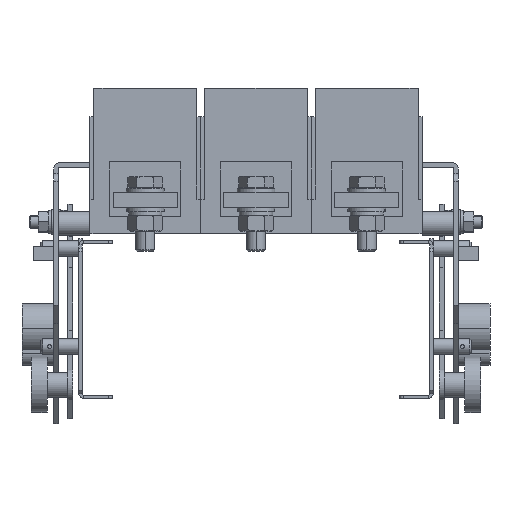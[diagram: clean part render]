
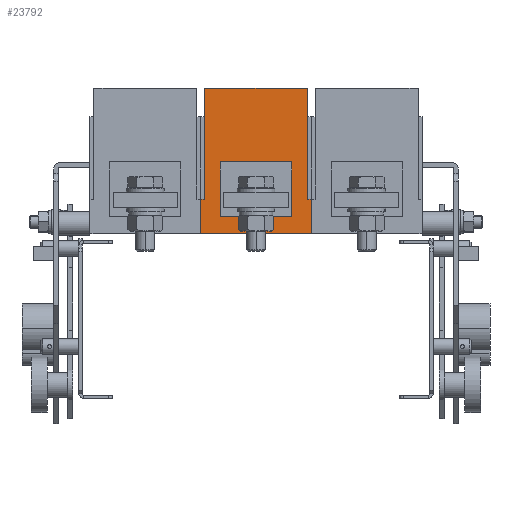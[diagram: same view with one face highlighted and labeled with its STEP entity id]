
A CAD part, front view. The second image highlights one B-rep face of the part: STEP entity #23792.
In plain terms, the highlighted planar face has unit normal (0, -1, 0).
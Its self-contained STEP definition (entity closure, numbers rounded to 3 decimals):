
#1117 = CARTESIAN_POINT ( 'NONE',  ( 22.5, -73., 3.5 ) ) ;
#2449 = LINE ( 'NONE', #35662, #87780 ) ;
#3675 = CARTESIAN_POINT ( 'NONE',  ( -35., -73., -42. ) ) ;
#4268 = VERTEX_POINT ( 'NONE', #68163 ) ;
#5063 = DIRECTION ( 'NONE',  ( 0., 0., 1. ) ) ;
#6088 = EDGE_CURVE ( 'NONE', #84838, #71366, #82809, .T. ) ;
#6450 = CARTESIAN_POINT ( 'NONE',  ( 32.5, -73., 50. ) ) ;
#6714 = VERTEX_POINT ( 'NONE', #86791 ) ;
#7144 = DIRECTION ( 'NONE',  ( 0., 0., 1. ) ) ;
#7755 = CARTESIAN_POINT ( 'NONE',  ( -22.5, -73., 3.5 ) ) ;
#8009 = ORIENTED_EDGE ( 'NONE', *, *, #52370, .F. ) ;
#8113 = VECTOR ( 'NONE', #7144, 1000. ) ;
#9843 = ORIENTED_EDGE ( 'NONE', *, *, #90777, .F. ) ;
#12822 = CARTESIAN_POINT ( 'NONE',  ( -35., -73., 50. ) ) ;
#13868 = VERTEX_POINT ( 'NONE', #84134 ) ;
#16379 = ORIENTED_EDGE ( 'NONE', *, *, #6088, .F. ) ;
#18581 = FACE_BOUND ( 'NONE', #60879, .T. ) ;
#20606 = CARTESIAN_POINT ( 'NONE',  ( 35., -73., 50. ) ) ;
#22029 = LINE ( 'NONE', #53709, #25526 ) ;
#23792 = ADVANCED_FACE ( 'NONE', ( #18581, #81985 ), #29961, .F. ) ;
#24731 = ORIENTED_EDGE ( 'NONE', *, *, #47129, .T. ) ;
#25526 = VECTOR ( 'NONE', #85432, 1000. ) ;
#26514 = LINE ( 'NONE', #1117, #67137 ) ;
#28448 = DIRECTION ( 'NONE',  ( 0., 1., 0. ) ) ;
#28970 = AXIS2_PLACEMENT_3D ( 'NONE', #12822, #28448, #5063 ) ;
#29961 = PLANE ( 'NONE',  #28970 ) ;
#30056 = ORIENTED_EDGE ( 'NONE', *, *, #62828, .T. ) ;
#32438 = ORIENTED_EDGE ( 'NONE', *, *, #37071, .F. ) ;
#32855 = ORIENTED_EDGE ( 'NONE', *, *, #41099, .F. ) ;
#34288 = VERTEX_POINT ( 'NONE', #92486 ) ;
#35662 = CARTESIAN_POINT ( 'NONE',  ( -35., -73., 50. ) ) ;
#35870 = CARTESIAN_POINT ( 'NONE',  ( 35., -73., -20. ) ) ;
#37071 = EDGE_CURVE ( 'NONE', #6714, #50354, #26514, .T. ) ;
#37091 = CARTESIAN_POINT ( 'NONE',  ( -35., -73., -42. ) ) ;
#37762 = DIRECTION ( 'NONE',  ( 0., 0., 1. ) ) ;
#40630 = VECTOR ( 'NONE', #91878, 1000. ) ;
#40940 = VECTOR ( 'NONE', #62683, 1000. ) ;
#41099 = EDGE_CURVE ( 'NONE', #4268, #44993, #87614, .T. ) ;
#41332 = ORIENTED_EDGE ( 'NONE', *, *, #101845, .F. ) ;
#41640 = CARTESIAN_POINT ( 'NONE',  ( -22.5, -73., -31. ) ) ;
#43438 = DIRECTION ( 'NONE',  ( 0., 0., -1. ) ) ;
#44993 = VERTEX_POINT ( 'NONE', #6450 ) ;
#45544 = LINE ( 'NONE', #77229, #74356 ) ;
#45589 = LINE ( 'NONE', #94459, #8113 ) ;
#45916 = DIRECTION ( 'NONE',  ( 1., 0., 0. ) ) ;
#46039 = CARTESIAN_POINT ( 'NONE',  ( -35., -73., 50. ) ) ;
#46949 = LINE ( 'NONE', #37091, #95016 ) ;
#47129 = EDGE_CURVE ( 'NONE', #34288, #44993, #45589, .T. ) ;
#47229 = LINE ( 'NONE', #7755, #48705 ) ;
#47362 = EDGE_CURVE ( 'NONE', #98403, #53946, #2449, .T. ) ;
#48167 = CARTESIAN_POINT ( 'NONE',  ( -35., -73., -20. ) ) ;
#48705 = VECTOR ( 'NONE', #102816, 1000. ) ;
#48735 = VECTOR ( 'NONE', #52629, 1000. ) ;
#50354 = VERTEX_POINT ( 'NONE', #72771 ) ;
#52296 = DIRECTION ( 'NONE',  ( 0., 0., -1. ) ) ;
#52370 = EDGE_CURVE ( 'NONE', #98435, #4268, #22029, .T. ) ;
#52629 = DIRECTION ( 'NONE',  ( 1., 0., 0. ) ) ;
#53709 = CARTESIAN_POINT ( 'NONE',  ( -32.5, -73., 50. ) ) ;
#53946 = VERTEX_POINT ( 'NONE', #3675 ) ;
#53984 = VERTEX_POINT ( 'NONE', #35870 ) ;
#54004 = VECTOR ( 'NONE', #77108, 1000. ) ;
#56119 = ORIENTED_EDGE ( 'NONE', *, *, #59137, .T. ) ;
#59137 = EDGE_CURVE ( 'NONE', #53946, #13868, #46949, .T. ) ;
#60006 = EDGE_CURVE ( 'NONE', #50354, #84838, #47229, .T. ) ;
#60167 = LINE ( 'NONE', #83548, #40630 ) ;
#60879 = EDGE_LOOP ( 'NONE', ( #16379, #89015, #32438, #91434 ) ) ;
#60951 = CARTESIAN_POINT ( 'NONE',  ( 22.5, -73., -31. ) ) ;
#62683 = DIRECTION ( 'NONE',  ( 1., 0., 0. ) ) ;
#62828 = EDGE_CURVE ( 'NONE', #98435, #98403, #60167, .T. ) ;
#67137 = VECTOR ( 'NONE', #72773, 1000. ) ;
#68163 = CARTESIAN_POINT ( 'NONE',  ( -32.5, -73., 50. ) ) ;
#71366 = VERTEX_POINT ( 'NONE', #60951 ) ;
#72771 = CARTESIAN_POINT ( 'NONE',  ( -22.5, -73., 3.5 ) ) ;
#72773 = DIRECTION ( 'NONE',  ( -1., 0., 0. ) ) ;
#74356 = VECTOR ( 'NONE', #37762, 1000. ) ;
#76032 = CARTESIAN_POINT ( 'NONE',  ( 22.5, -73., -31. ) ) ;
#77108 = DIRECTION ( 'NONE',  ( 1., 0., 0. ) ) ;
#77229 = CARTESIAN_POINT ( 'NONE',  ( 22.5, -73., 3.5 ) ) ;
#78302 = CARTESIAN_POINT ( 'NONE',  ( -32.5, -73., -20. ) ) ;
#80636 = EDGE_LOOP ( 'NONE', ( #9843, #24731, #32855, #8009, #30056, #99730, #56119, #41332 ) ) ;
#81788 = EDGE_CURVE ( 'NONE', #71366, #6714, #45544, .T. ) ;
#81985 = FACE_OUTER_BOUND ( 'NONE', #80636, .T. ) ;
#82809 = LINE ( 'NONE', #76032, #48735 ) ;
#83548 = CARTESIAN_POINT ( 'NONE',  ( -32.5, -73., -20. ) ) ;
#84134 = CARTESIAN_POINT ( 'NONE',  ( 35., -73., -42. ) ) ;
#84400 = CARTESIAN_POINT ( 'NONE',  ( 32.5, -73., -20. ) ) ;
#84838 = VERTEX_POINT ( 'NONE', #41640 ) ;
#85432 = DIRECTION ( 'NONE',  ( 0., 0., 1. ) ) ;
#86791 = CARTESIAN_POINT ( 'NONE',  ( 22.5, -73., 3.5 ) ) ;
#87614 = LINE ( 'NONE', #46039, #40940 ) ;
#87780 = VECTOR ( 'NONE', #43438, 1000. ) ;
#89015 = ORIENTED_EDGE ( 'NONE', *, *, #60006, .F. ) ;
#90777 = EDGE_CURVE ( 'NONE', #34288, #53984, #101528, .T. ) ;
#91320 = LINE ( 'NONE', #20606, #97555 ) ;
#91434 = ORIENTED_EDGE ( 'NONE', *, *, #81788, .F. ) ;
#91878 = DIRECTION ( 'NONE',  ( -1., 0., 0. ) ) ;
#92486 = CARTESIAN_POINT ( 'NONE',  ( 32.5, -73., -20. ) ) ;
#94459 = CARTESIAN_POINT ( 'NONE',  ( 32.5, -73., 50. ) ) ;
#95016 = VECTOR ( 'NONE', #45916, 1000. ) ;
#97555 = VECTOR ( 'NONE', #52296, 1000. ) ;
#98403 = VERTEX_POINT ( 'NONE', #48167 ) ;
#98435 = VERTEX_POINT ( 'NONE', #78302 ) ;
#99730 = ORIENTED_EDGE ( 'NONE', *, *, #47362, .T. ) ;
#101528 = LINE ( 'NONE', #84400, #54004 ) ;
#101845 = EDGE_CURVE ( 'NONE', #53984, #13868, #91320, .T. ) ;
#102816 = DIRECTION ( 'NONE',  ( 0., 0., -1. ) ) ;
